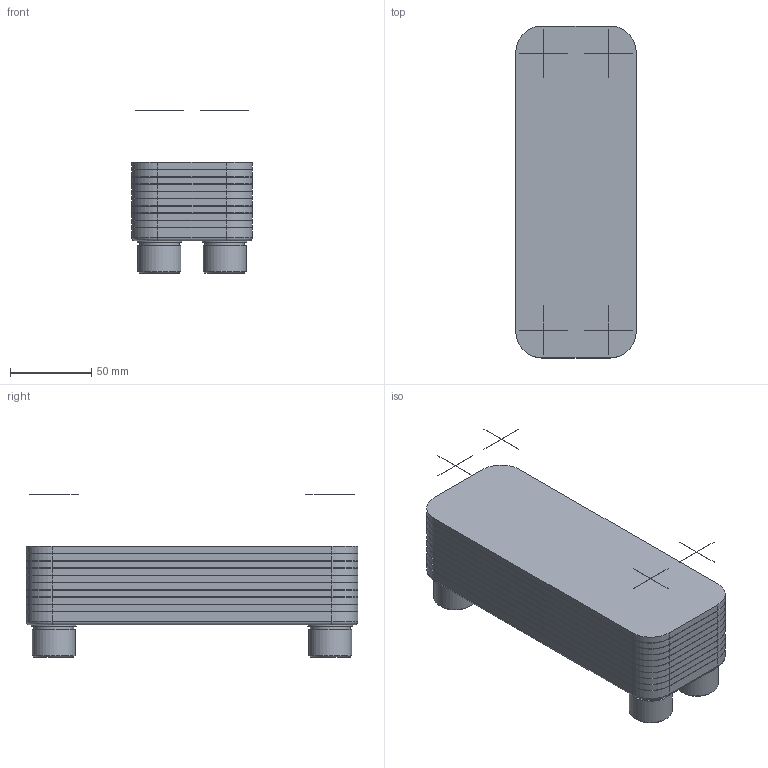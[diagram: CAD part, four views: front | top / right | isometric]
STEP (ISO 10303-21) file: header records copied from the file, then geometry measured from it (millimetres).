
FILE_DESCRIPTION(/* description */ (''),/* implementation_level */ '2;1');
FILE_NAME(/* name */ 'PB4.stp',/* time_stamp */ '2015-07-20T20:36:50+02:00',/* author */ ('jessi'),/* organization */ (''),/* preprocessor_version */ 'ST-DEVELOPER v15.6',/* originating_system */ 'Autodesk Inventor 2015',/* authorisation */ '');
FILE_SCHEMA (('AUTOMOTIVE_DESIGN { 1 0 10303 214 3 1 1 }'));
Length unit declared in the file: millimetre
Products named in the file (5): Grundplatte; Kupferplatten; Schraube G3-4; PB4_Typenschild_Unex; Platte mit Anschlüssen
Assembly tree (16 placements, depth 2):
  Platte mit Anschlüssen
    Grundplatte
    Kupferplatten  x10
    Schraube G3-4  x4
    PB4_Typenschild_Unex
Bounding box: 74 x 204 x 100 mm (x, y, z)
Volume: 800100.2 mm3; surface area: 382683.9 mm2
Topology: 16 solids, 24 shells, 248 faces, 544 edges, 344 vertices
Faces by surface type: plane 136, cylinder 64, cone 44, torus 4
Full cylindrical faces by diameter (mm): 20 x4, 24.44 x4, 26.44 x4, 27.44 x4
Entity records: 1901 total; most frequent: DIRECTION 334, CARTESIAN_POINT 310, ORIENTED_EDGE 234, EDGE_CURVE 133, AXIS2_PLACEMENT_3D 121, VERTEX_POINT 97, LINE 92, VECTOR 92
